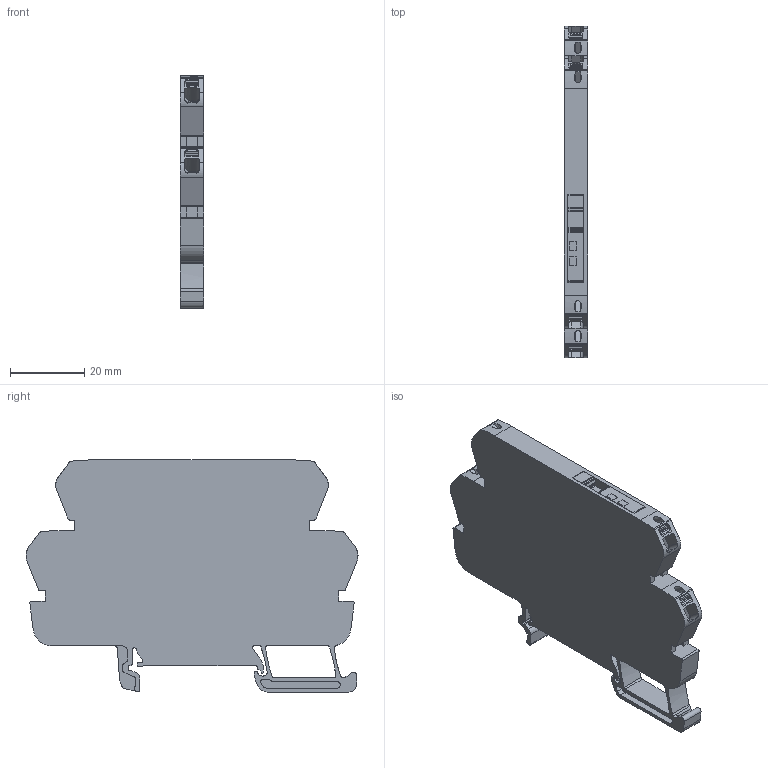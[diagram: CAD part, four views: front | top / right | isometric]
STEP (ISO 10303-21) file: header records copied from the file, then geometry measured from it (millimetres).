
FILE_DESCRIPTION(('CATIA V5 STEP Exchange','CAx-IF Rec.Pracs.--- Model Styling and Organization---1.5--- 2016-08-15','CAx-IF Rec.Pracs.---Supplemental Geometry---1.0---2011-11-01','CAx-IF Rec.Pracs.--- Composite Materials ---1.1---2010-07-15'),'2;1');
FILE_NAME ('D1581460_2', '2025-08-26T05:14:45+00:00', ('none'), ('Weidmueller'), 'CATIA Version 5-6 Release 2024 SP4', 'CATIA V5 STEP AP214 v3', 'none');
FILE_SCHEMA(('AUTOMOTIVE_DESIGN { 1 0 10303 214 1 1 1 1 }'));
Length unit declared in the file: millimetre
Products named in the file (1): S3D_TOPL_XXX_1NO_TRAK
Bounding box: 6.4 x 89.37 x 62.45 mm (x, y, z)
Volume: 26339.9 mm3; surface area: 12533.1 mm2
Topology: 1 solids, 1 shells, 405 faces, 1300 edges, 910 vertices
Faces by surface type: plane 230, cylinder 149, extrusion 26
Entity records: 14902 total; most frequent: CARTESIAN_POINT 3750, ORIENTED_EDGE 2600, DIRECTION 1826, EDGE_CURVE 1300, VERTEX_POINT 910, VECTOR 868, LINE 842, AXIS2_PLACEMENT_3D 621
